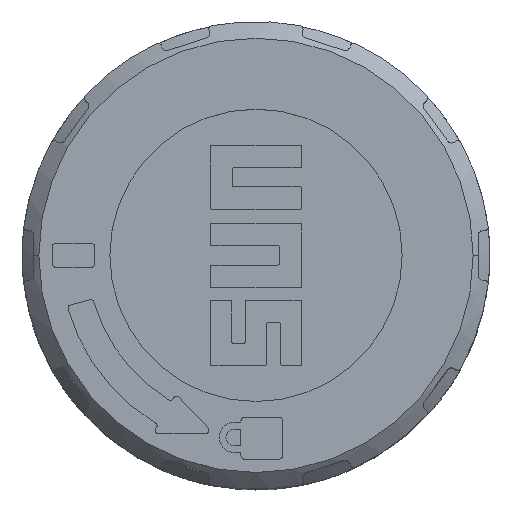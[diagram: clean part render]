
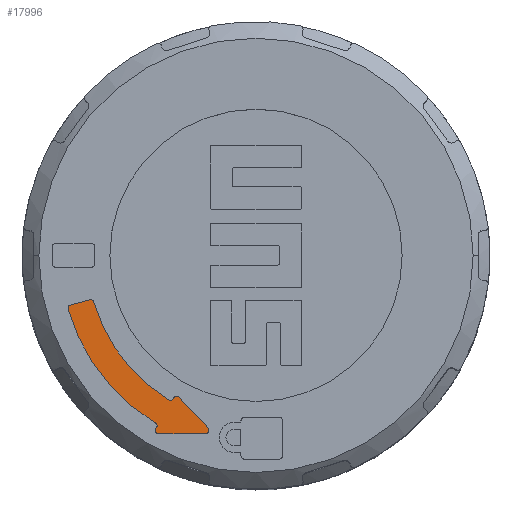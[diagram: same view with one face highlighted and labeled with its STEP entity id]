
A CAD part, top view. The second image highlights one B-rep face of the part: STEP entity #17996.
In plain terms, the highlighted planar face has unit normal (0, 0, 1).
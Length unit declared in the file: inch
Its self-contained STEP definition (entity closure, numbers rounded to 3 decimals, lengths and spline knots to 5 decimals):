
#12967=CARTESIAN_POINT('',(0.,0.,4.023));
#12968=DIRECTION('',(0.,0.,1.));
#12969=DIRECTION('',(-0.961,-0.276,0.));
#12970=AXIS2_PLACEMENT_3D('',#12967,#12968,#12969);
#12972=CARTESIAN_POINT('',(-0.55274,-0.15846,4.023));
#12973=DIRECTION('',(0.,0.,1.));
#12974=DIRECTION('',(-0.259,0.966,0.));
#12975=AXIS2_PLACEMENT_3D('',#12972,#12973,#12974);
#12977=DIRECTION('',(-0.966,-0.259,0.));
#12978=VECTOR('',#12977,0.06001);
#12979=CARTESIAN_POINT('',(-0.49736,-0.13327,4.023));
#12980=LINE('',#12979,#12978);
#12981=CARTESIAN_POINT('',(-0.49477,-0.14293,4.023));
#12982=DIRECTION('',(0.,0.,1.));
#12983=DIRECTION('',(0.961,0.278,0.));
#12984=AXIS2_PLACEMENT_3D('',#12981,#12982,#12983);
#12986=CARTESIAN_POINT('',(0.,0.,4.023));
#12987=DIRECTION('',(0.,0.,-1.));
#12988=DIRECTION('',(-0.517,-0.856,0.));
#12989=AXIS2_PLACEMENT_3D('',#12986,#12987,#12988);
#12991=CARTESIAN_POINT('',(-0.25611,-0.4236,4.023));
#12992=DIRECTION('',(0.,0.,-1.));
#12993=DIRECTION('',(0.866,-0.5,0.));
#12994=AXIS2_PLACEMENT_3D('',#12991,#12992,#12993);
#12996=DIRECTION('',(-0.5,-0.866,0.));
#12997=VECTOR('',#12996,0.0025);
#12998=CARTESIAN_POINT('',(-0.2462,-0.42643,4.023));
#12999=LINE('',#12998,#12997);
#13000=CARTESIAN_POINT('',(-0.23754,-0.43143,4.023));
#13001=DIRECTION('',(0.,0.,1.));
#13002=DIRECTION('',(0.728,0.685,0.));
#13003=AXIS2_PLACEMENT_3D('',#13000,#13001,#13002);
#13005=DIRECTION('',(-0.685,0.728,0.));
#13006=VECTOR('',#13005,0.12675);
#13007=CARTESIAN_POINT('',(-0.14341,-0.5169,4.023));
#13008=LINE('',#13007,#13006);
#13009=CARTESIAN_POINT('',(-0.15069,-0.52375,4.023));
#13010=DIRECTION('',(0.,0.,1.));
#13011=DIRECTION('',(0.006,-1.,0.));
#13012=AXIS2_PLACEMENT_3D('',#13009,#13010,#13011);
#13014=DIRECTION('',(1.,0.006,0.));
#13015=VECTOR('',#13014,0.14061);
#13016=CARTESIAN_POINT('',(-0.29124,-0.53454,4.023));
#13017=LINE('',#13016,#13015);
#13018=CARTESIAN_POINT('',(-0.2913,-0.52454,4.023));
#13019=DIRECTION('',(0.,0.,1.));
#13020=DIRECTION('',(-0.866,0.5,0.));
#13021=AXIS2_PLACEMENT_3D('',#13018,#13019,#13020);
#13023=DIRECTION('',(-0.5,-0.866,0.));
#13024=VECTOR('',#13023,0.005);
#13025=CARTESIAN_POINT('',(-0.29746,-0.51521,4.023));
#13026=LINE('',#13025,#13024);
#13027=CARTESIAN_POINT('',(-0.30612,-0.51021,4.023));
#13028=DIRECTION('',(0.,0.,-1.));
#13029=DIRECTION('',(0.514,0.857,0.));
#13030=AXIS2_PLACEMENT_3D('',#13027,#13028,#13029);
#14634=CARTESIAN_POINT('',(-0.56235,-0.16121,4.023));
#14635=CARTESIAN_POINT('',(-0.30097,-0.50164,4.023));
#14636=VERTEX_POINT('',#14634);
#14637=VERTEX_POINT('',#14635);
#14638=CARTESIAN_POINT('',(-0.29746,-0.51521,4.023));
#14639=VERTEX_POINT('',#14638);
#14640=CARTESIAN_POINT('',(-0.29996,-0.51954,4.023));
#14641=VERTEX_POINT('',#14640);
#14642=CARTESIAN_POINT('',(-0.29124,-0.53454,4.023));
#14643=VERTEX_POINT('',#14642);
#14644=CARTESIAN_POINT('',(-0.15064,-0.53375,4.023));
#14645=VERTEX_POINT('',#14644);
#14646=CARTESIAN_POINT('',(-0.14341,-0.5169,4.023));
#14647=VERTEX_POINT('',#14646);
#14648=CARTESIAN_POINT('',(-0.23026,-0.42458,4.023));
#14649=VERTEX_POINT('',#14648);
#14650=CARTESIAN_POINT('',(-0.2462,-0.42643,4.023));
#14651=VERTEX_POINT('',#14650);
#14652=CARTESIAN_POINT('',(-0.24745,-0.4286,4.023));
#14653=VERTEX_POINT('',#14652);
#14654=CARTESIAN_POINT('',(-0.26128,-0.43215,4.023));
#14655=VERTEX_POINT('',#14654);
#14656=CARTESIAN_POINT('',(-0.48516,-0.14015,4.023));
#14657=VERTEX_POINT('',#14656);
#14658=CARTESIAN_POINT('',(-0.49736,-0.13327,4.023));
#14659=VERTEX_POINT('',#14658);
#14660=CARTESIAN_POINT('',(-0.55532,-0.1488,4.023));
#14661=VERTEX_POINT('',#14660);
#17975=CARTESIAN_POINT('',(0.,0.,4.023));
#17976=DIRECTION('',(0.,0.,1.));
#17977=DIRECTION('',(0.,1.,0.));
#17978=AXIS2_PLACEMENT_3D('',#17975,#17976,#17977);
#17979=PLANE('',#17978);
#17980=ORIENTED_EDGE('',*,*,#17787,.F.);
#17981=ORIENTED_EDGE('',*,*,#17802,.F.);
#17982=ORIENTED_EDGE('',*,*,#17816,.F.);
#17983=ORIENTED_EDGE('',*,*,#17830,.F.);
#17984=ORIENTED_EDGE('',*,*,#17844,.F.);
#17985=ORIENTED_EDGE('',*,*,#17858,.F.);
#17986=ORIENTED_EDGE('',*,*,#17872,.F.);
#17987=ORIENTED_EDGE('',*,*,#17886,.F.);
#17988=ORIENTED_EDGE('',*,*,#17900,.F.);
#17989=ORIENTED_EDGE('',*,*,#17914,.F.);
#17990=ORIENTED_EDGE('',*,*,#17928,.F.);
#17991=ORIENTED_EDGE('',*,*,#17942,.F.);
#17992=ORIENTED_EDGE('',*,*,#17956,.F.);
#17993=ORIENTED_EDGE('',*,*,#17969,.F.);
#17994=EDGE_LOOP('',(#17980,#17981,#17982,#17983,#17984,#17985,#17986,#17987,
#17988,#17989,#17990,#17991,#17992,#17993));
#17995=FACE_OUTER_BOUND('',#17994,.F.);
#17996=ADVANCED_FACE('',(#17995),#17979,.T.);
#12971=CIRCLE('',#12970,0.585);
#12976=CIRCLE('',#12975,0.01);
#12985=CIRCLE('',#12984,0.01);
#12990=CIRCLE('',#12989,0.505);
#12995=CIRCLE('',#12994,0.01);
#13004=CIRCLE('',#13003,0.01);
#13013=CIRCLE('',#13012,0.01);
#13022=CIRCLE('',#13021,0.01);
#13031=CIRCLE('',#13030,0.01);
#17787=EDGE_CURVE('',#14636,#14637,#12971,.T.);
#17802=EDGE_CURVE('',#14661,#14636,#12976,.T.);
#17816=EDGE_CURVE('',#14659,#14661,#12980,.T.);
#17830=EDGE_CURVE('',#14657,#14659,#12985,.T.);
#17844=EDGE_CURVE('',#14655,#14657,#12990,.T.);
#17858=EDGE_CURVE('',#14653,#14655,#12995,.T.);
#17872=EDGE_CURVE('',#14651,#14653,#12999,.T.);
#17886=EDGE_CURVE('',#14649,#14651,#13004,.T.);
#17900=EDGE_CURVE('',#14647,#14649,#13008,.T.);
#17914=EDGE_CURVE('',#14645,#14647,#13013,.T.);
#17928=EDGE_CURVE('',#14643,#14645,#13017,.T.);
#17942=EDGE_CURVE('',#14641,#14643,#13022,.T.);
#17956=EDGE_CURVE('',#14639,#14641,#13026,.T.);
#17969=EDGE_CURVE('',#14637,#14639,#13031,.T.);
